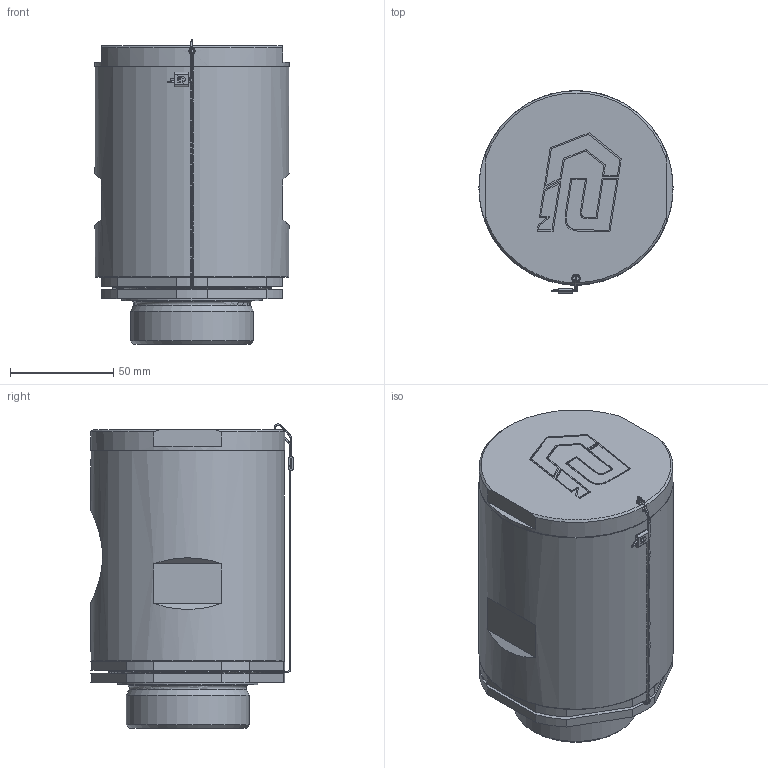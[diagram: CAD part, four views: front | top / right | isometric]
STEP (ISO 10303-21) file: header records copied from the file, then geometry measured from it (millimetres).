
FILE_DESCRIPTION(('HOOPS Exchange Step'),'2;1');
FILE_NAME('VB01_VB03_DN50.stp','2026-03-17T13:07:21+01:00',('nieru'),('Unknown organisation'),'HOOPS Exchange 2024.2','HOOPS Exchange','Unknown authorisation');
FILE_SCHEMA( ('AP203_CONFIGURATION_CONTROLLED_3D_DESIGN_OF_MECHANICAL_PARTS_AND_ASSEMBLIES_MIM_LF') );
Length unit declared in the file: millimetre
Products named in the file (2): 0; root
Assembly tree (1 placements, depth 2):
  root
    0
Bounding box: 94 x 98.15 x 147.35 mm (x, y, z)
Volume: 333444.9 mm3; surface area: 109140.2 mm2
Topology: 3 solids, 3 shells, 233 faces, 637 edges, 426 vertices
Faces by surface type: plane 148, bspline 43, cylinder 32, cone 9, torus 1
Full cylindrical faces by diameter (mm): 2 x1, 3 x1, 44.845 x1, 45 x1, 56.4 x1, 59.614 x1, 68 x1, 75 x1, 86 x1, 94 x2
Entity records: 10818 total; most frequent: CARTESIAN_POINT 5063, ORIENTED_EDGE 1270, DIRECTION 1053, EDGE_CURVE 635, VERTEX_POINT 426, VECTOR 399, LINE 399, AXIS2_PLACEMENT_3D 327
